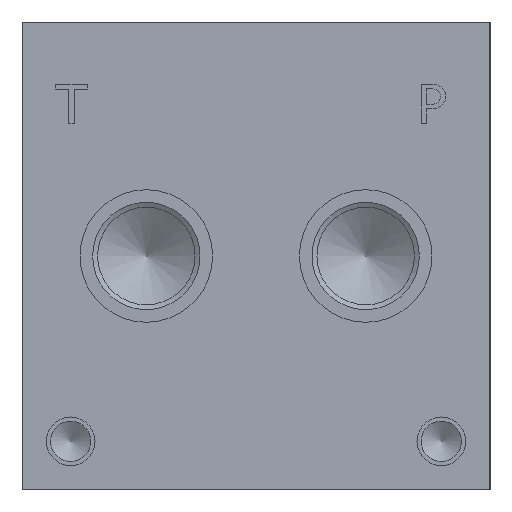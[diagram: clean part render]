
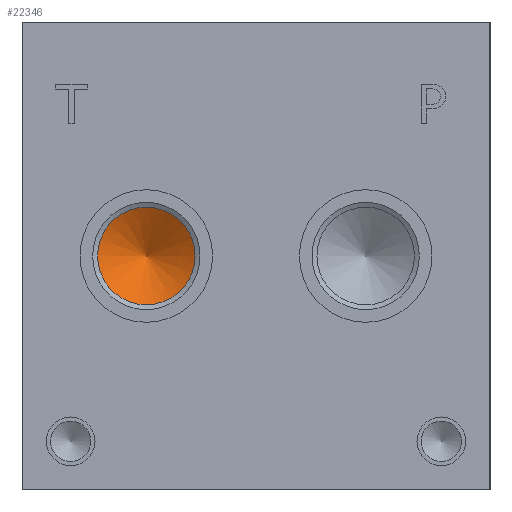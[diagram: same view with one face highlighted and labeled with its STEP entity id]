
A CAD part, left-side view. The second image highlights one B-rep face of the part: STEP entity #22346.
In plain terms, the highlighted conical face has half-angle 60 degrees and reference radius 3.969 mm.
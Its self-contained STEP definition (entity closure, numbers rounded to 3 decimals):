
#212=CONICAL_SURFACE('',#23366,3.969,1.047);
#413=CIRCLE('',#23367,7.938);
#414=CIRCLE('',#23368,7.938);
#2877=FACE_OUTER_BOUND('',#4174,.T.);
#4174=EDGE_LOOP('',(#18282,#18283,#18284,#18285));
#6323=LINE('',#37390,#8248);
#8248=VECTOR('',#27249,3.969);
#10053=VERTEX_POINT('',#37386);
#10054=VERTEX_POINT('',#37387);
#10055=VERTEX_POINT('',#37389);
#13001=EDGE_CURVE('',#10053,#10054,#413,.T.);
#13002=EDGE_CURVE('',#10054,#10055,#6323,.T.);
#13003=EDGE_CURVE('',#10054,#10053,#414,.T.);
#18282=ORIENTED_EDGE('',*,*,#13001,.T.);
#18283=ORIENTED_EDGE('',*,*,#13002,.T.);
#18284=ORIENTED_EDGE('',*,*,#13002,.F.);
#18285=ORIENTED_EDGE('',*,*,#13003,.T.);
#22346=ADVANCED_FACE('',(#2877),#212,.F.);
#23366=AXIS2_PLACEMENT_3D('',#37385,#27245,#27246);
#23367=AXIS2_PLACEMENT_3D('',#37388,#27247,#27248);
#23368=AXIS2_PLACEMENT_3D('',#37391,#27250,#27251);
#27245=DIRECTION('center_axis',(-1.,0.,0.));
#27246=DIRECTION('ref_axis',(0.,1.,0.));
#27247=DIRECTION('center_axis',(-1.,0.,0.));
#27248=DIRECTION('ref_axis',(0.,1.,0.));
#27249=DIRECTION('',(0.5,0.866,0.));
#27250=DIRECTION('center_axis',(-1.,0.,0.));
#27251=DIRECTION('ref_axis',(0.,1.,0.));
#37385=CARTESIAN_POINT('Origin',(34.031,55.956,38.1));
#37386=CARTESIAN_POINT('',(31.74,63.894,38.1));
#37387=CARTESIAN_POINT('',(31.74,48.019,38.1));
#37388=CARTESIAN_POINT('Origin',(31.74,55.956,38.1));
#37389=CARTESIAN_POINT('',(36.323,55.956,38.1));
#37390=CARTESIAN_POINT('',(34.031,51.987,38.1));
#37391=CARTESIAN_POINT('Origin',(31.74,55.956,38.1));
